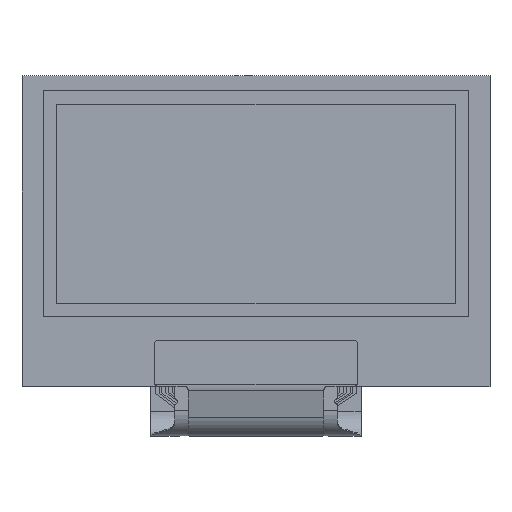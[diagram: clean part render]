
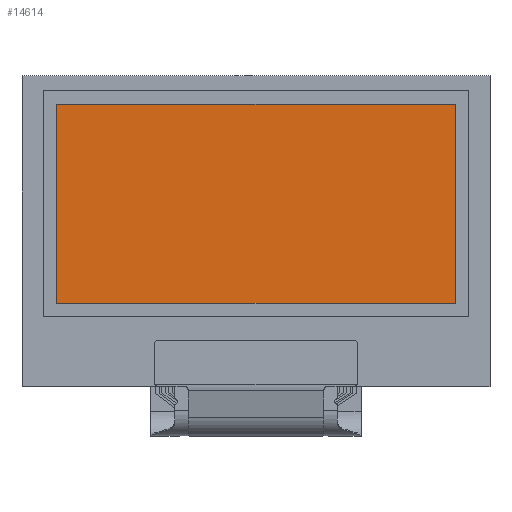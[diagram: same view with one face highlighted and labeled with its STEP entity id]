
A CAD part, top view. The second image highlights one B-rep face of the part: STEP entity #14614.
In plain terms, the highlighted planar face has unit normal (0, 0, 1).
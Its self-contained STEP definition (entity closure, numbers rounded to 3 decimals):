
#1309=FACE_OUTER_BOUND('',#2103,.T.);
#2103=EDGE_LOOP('',(#9884,#9885,#9886,#9887));
#2905=LINE('',#20464,#4680);
#2909=LINE('',#20472,#4684);
#2912=LINE('',#20478,#4687);
#2915=LINE('',#20483,#4690);
#4680=VECTOR('',#16541,10.);
#4684=VECTOR('',#16547,10.);
#4687=VECTOR('',#16552,10.);
#4690=VECTOR('',#16557,10.);
#6447=VERTEX_POINT('',#20462);
#6448=VERTEX_POINT('',#20463);
#6451=VERTEX_POINT('',#20471);
#6453=VERTEX_POINT('',#20477);
#7755=EDGE_CURVE('',#6447,#6448,#2905,.T.);
#7759=EDGE_CURVE('',#6448,#6451,#2909,.T.);
#7762=EDGE_CURVE('',#6451,#6453,#2912,.T.);
#7765=EDGE_CURVE('',#6453,#6447,#2915,.T.);
#9884=ORIENTED_EDGE('',*,*,#7762,.F.);
#9885=ORIENTED_EDGE('',*,*,#7759,.F.);
#9886=ORIENTED_EDGE('',*,*,#7755,.F.);
#9887=ORIENTED_EDGE('',*,*,#7765,.F.);
#14001=PLANE('',#15435);
#14614=ADVANCED_FACE('',(#1309),#14001,.T.);
#15435=AXIS2_PLACEMENT_3D('',#20486,#16561,#16562);
#16541=DIRECTION('',(0.,1.,0.));
#16547=DIRECTION('',(1.,0.,0.));
#16552=DIRECTION('',(0.,-1.,0.));
#16557=DIRECTION('',(-1.,0.,0.));
#16561=DIRECTION('center_axis',(0.,0.,1.));
#16562=DIRECTION('ref_axis',(1.,0.,0.));
#20462=CARTESIAN_POINT('',(-14.71,-5.325,1.2));
#20463=CARTESIAN_POINT('',(-14.71,9.375,1.2));
#20464=CARTESIAN_POINT('',(-14.71,5.7,1.2));
#20471=CARTESIAN_POINT('',(14.71,9.375,1.2));
#20472=CARTESIAN_POINT('',(7.355,9.375,1.2));
#20477=CARTESIAN_POINT('',(14.71,-5.325,1.2));
#20478=CARTESIAN_POINT('',(14.71,-1.65,1.2));
#20483=CARTESIAN_POINT('',(-7.355,-5.325,1.2));
#20486=CARTESIAN_POINT('Origin',(0.,2.025,1.2));
